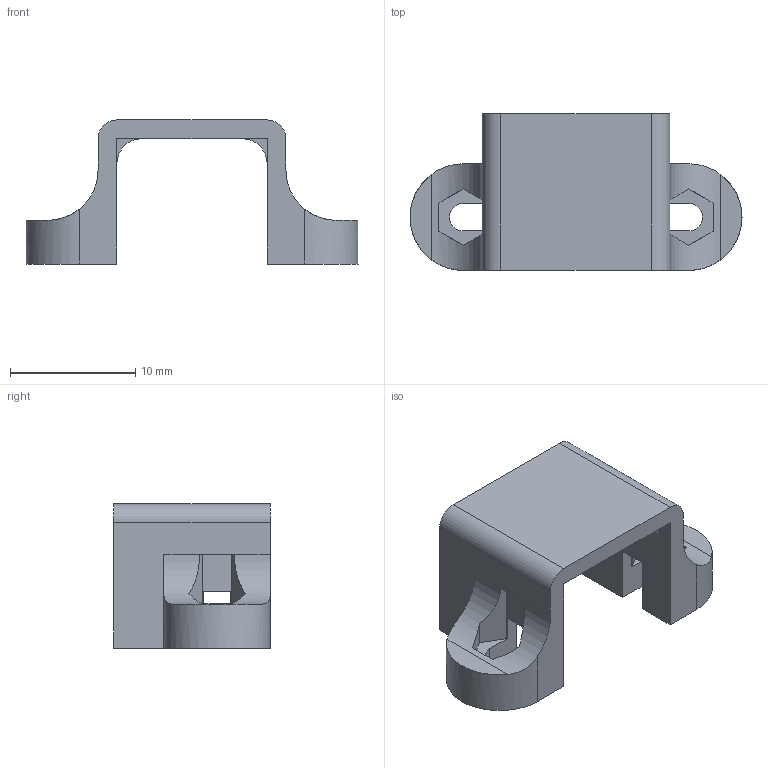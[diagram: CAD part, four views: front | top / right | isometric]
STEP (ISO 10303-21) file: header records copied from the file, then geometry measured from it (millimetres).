
FILE_DESCRIPTION(('FreeCAD Model'),'2;1');
FILE_NAME('Open CASCADE Shape Model','2024-12-05T07:50:50',(''),(''), 'Open CASCADE STEP processor 7.8','FreeCAD','Unknown');
FILE_SCHEMA(('AUTOMOTIVE_DESIGN { 1 0 10303 214 1 1 1 1 }'));
Length unit declared in the file: millimetre
Products named in the file (1): Body
Bounding box: 26.5 x 12.5 x 11.5 mm (x, y, z)
Volume: 889.5 mm3; surface area: 1261.3 mm2
Topology: 1 solids, 1 shells, 54 faces, 166 edges, 110 vertices
Faces by surface type: plane 42, cylinder 12
Entity records: 1954 total; most frequent: CARTESIAN_POINT 415, ORIENTED_EDGE 332, DIRECTION 306, EDGE_CURVE 166, LINE 128, VECTOR 128, VERTEX_POINT 110, AXIS2_PLACEMENT_3D 89
